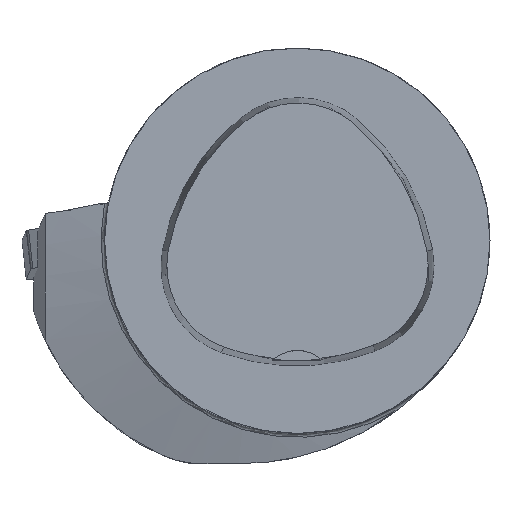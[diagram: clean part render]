
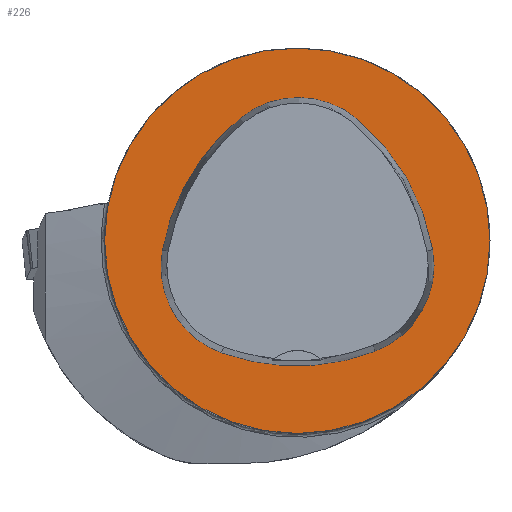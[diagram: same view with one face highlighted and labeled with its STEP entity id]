
A CAD part, top view. The second image highlights one B-rep face of the part: STEP entity #226.
In plain terms, the highlighted planar face has unit normal (0, 0, 1).
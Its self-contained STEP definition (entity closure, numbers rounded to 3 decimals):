
#226=ADVANCED_FACE('',(#458,#459),#273,.T.);
#273=PLANE('',#1300);
#458=FACE_BOUND('',#504,.T.);
#459=FACE_BOUND('',#505,.T.);
#504=EDGE_LOOP('',(#727,#728,#729,#730,#731,#732));
#505=EDGE_LOOP('',(#733));
#727=ORIENTED_EDGE('',*,*,#1066,.T.);
#728=ORIENTED_EDGE('',*,*,#1046,.T.);
#729=ORIENTED_EDGE('',*,*,#1050,.T.);
#730=ORIENTED_EDGE('',*,*,#1053,.T.);
#731=ORIENTED_EDGE('',*,*,#1056,.T.);
#732=ORIENTED_EDGE('',*,*,#1064,.T.);
#733=ORIENTED_EDGE('',*,*,#1025,.F.);
#907=VERTEX_POINT('',#1956);
#922=VERTEX_POINT('',#2033);
#923=VERTEX_POINT('',#2034);
#926=VERTEX_POINT('',#2042);
#928=VERTEX_POINT('',#2048);
#930=VERTEX_POINT('',#2054);
#937=VERTEX_POINT('',#2075);
#1025=EDGE_CURVE('',#907,#907,#1111,.T.);
#1046=EDGE_CURVE('',#922,#923,#1114,.T.);
#1050=EDGE_CURVE('',#923,#926,#1116,.T.);
#1053=EDGE_CURVE('',#926,#928,#1118,.T.);
#1056=EDGE_CURVE('',#928,#930,#1120,.T.);
#1064=EDGE_CURVE('',#930,#937,#1124,.T.);
#1066=EDGE_CURVE('',#937,#922,#1126,.T.);
#1111=CIRCLE('',#1263,31.5);
#1114=CIRCLE('',#1278,36.);
#1116=CIRCLE('',#1281,15.);
#1118=CIRCLE('',#1284,36.);
#1120=CIRCLE('',#1287,15.);
#1124=CIRCLE('',#1292,36.);
#1126=CIRCLE('',#1295,15.);
#1263=AXIS2_PLACEMENT_3D('',#1955,#1486,#1487);
#1278=AXIS2_PLACEMENT_3D('',#2032,#1522,#1523);
#1281=AXIS2_PLACEMENT_3D('',#2041,#1530,#1531);
#1284=AXIS2_PLACEMENT_3D('',#2047,#1537,#1538);
#1287=AXIS2_PLACEMENT_3D('',#2053,#1544,#1545);
#1292=AXIS2_PLACEMENT_3D('',#2076,#1556,#1557);
#1295=AXIS2_PLACEMENT_3D('',#2079,#1562,#1563);
#1300=AXIS2_PLACEMENT_3D('',#2084,#1572,#1573);
#1486=DIRECTION('',(0.,0.,-1.));
#1487=DIRECTION('',(-1.,0.,0.));
#1522=DIRECTION('',(0.,0.,-1.));
#1523=DIRECTION('',(-1.,0.,0.));
#1530=DIRECTION('',(0.,0.,-1.));
#1531=DIRECTION('',(-1.,0.,0.));
#1537=DIRECTION('',(0.,0.,-1.));
#1538=DIRECTION('',(-1.,0.,0.));
#1544=DIRECTION('',(0.,0.,-1.));
#1545=DIRECTION('',(-1.,0.,0.));
#1556=DIRECTION('',(0.,0.,-1.));
#1557=DIRECTION('',(-1.,0.,0.));
#1562=DIRECTION('',(0.,0.,-1.));
#1563=DIRECTION('',(-1.,0.,0.));
#1572=DIRECTION('',(0.,0.,1.));
#1573=DIRECTION('',(1.,0.,0.));
#1955=CARTESIAN_POINT('',(0.,0.,0.));
#1956=CARTESIAN_POINT('',(-31.5,0.,0.));
#2032=CARTESIAN_POINT('',(13.398,-7.893,0.));
#2033=CARTESIAN_POINT('',(-22.041,-1.562,0.));
#2034=CARTESIAN_POINT('',(-9.317,20.036,0.));
#2041=CARTESIAN_POINT('',(0.148,8.399,0.));
#2042=CARTESIAN_POINT('',(9.779,19.898,0.));
#2047=CARTESIAN_POINT('',(-13.337,-7.7,0.));
#2048=CARTESIAN_POINT('',(22.122,-1.48,0.));
#2053=CARTESIAN_POINT('',(7.347,-4.071,0.));
#2054=CARTESIAN_POINT('',(12.693,-18.087,0.));
#2075=CARTESIAN_POINT('',(-12.373,-18.307,0.));
#2076=CARTESIAN_POINT('',(-0.137,15.55,0.));
#2079=CARTESIAN_POINT('',(-7.275,-4.2,0.));
#2084=CARTESIAN_POINT('',(0.,0.,0.));
